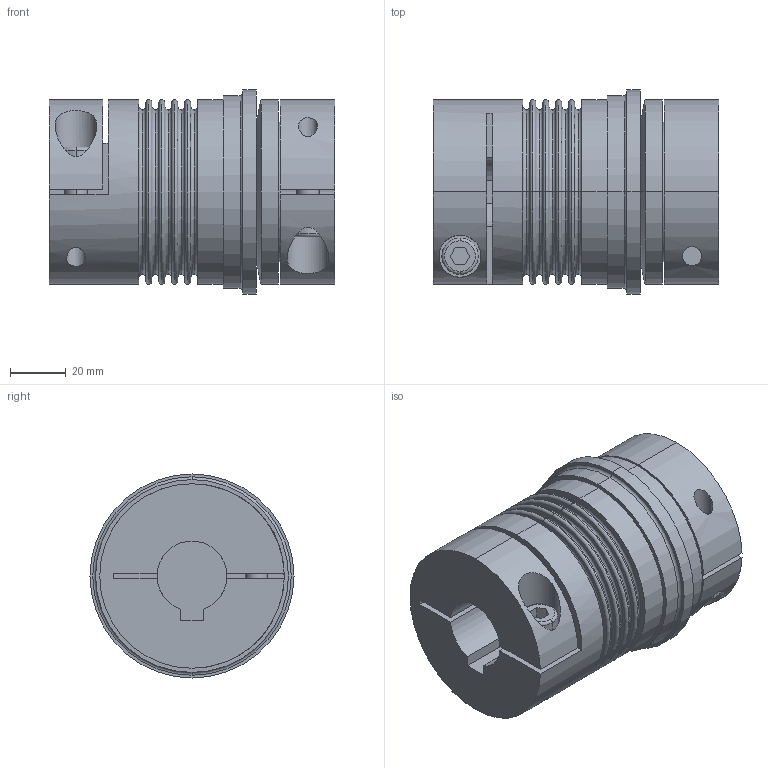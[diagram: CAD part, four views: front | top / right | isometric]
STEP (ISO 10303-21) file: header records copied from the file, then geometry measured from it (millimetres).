
FILE_DESCRIPTION(('STEP AP214'),'1');
FILE_NAME('cctmp_DC2FACA7-47BE-4B17-A8D2-7FA4CC39C594_2023_06_09_07_56_41_0903..stp','2023-06-09T05:56:42',('R+W Antriebselemente GmbH'),('CADClick - www.CADClick.com'),'Spatial InterOp 3D',' ','unknown authorization');
FILE_SCHEMA(('AUTOMOTIVE_DESIGN'));
Length unit declared in the file: millimetre
Products named in the file (1): SK2/60/102/W/25-PFN/25/70/25-80
Bounding box: 102 x 73 x 73 mm (x, y, z)
Volume: 303634.1 mm3; surface area: 52547.4 mm2
Topology: 1 solids, 1 shells, 140 faces, 318 edges, 204 vertices
Faces by surface type: plane 54, torus 42, cylinder 42, cone 2
Entity records: 5395 total; most frequent: CARTESIAN_POINT 931, DIRECTION 777, ORIENTED_EDGE 636, AXIS2_PLACEMENT_3D 330, EDGE_CURVE 318, VERTEX_POINT 204, CIRCLE 189, EDGE_LOOP 168
